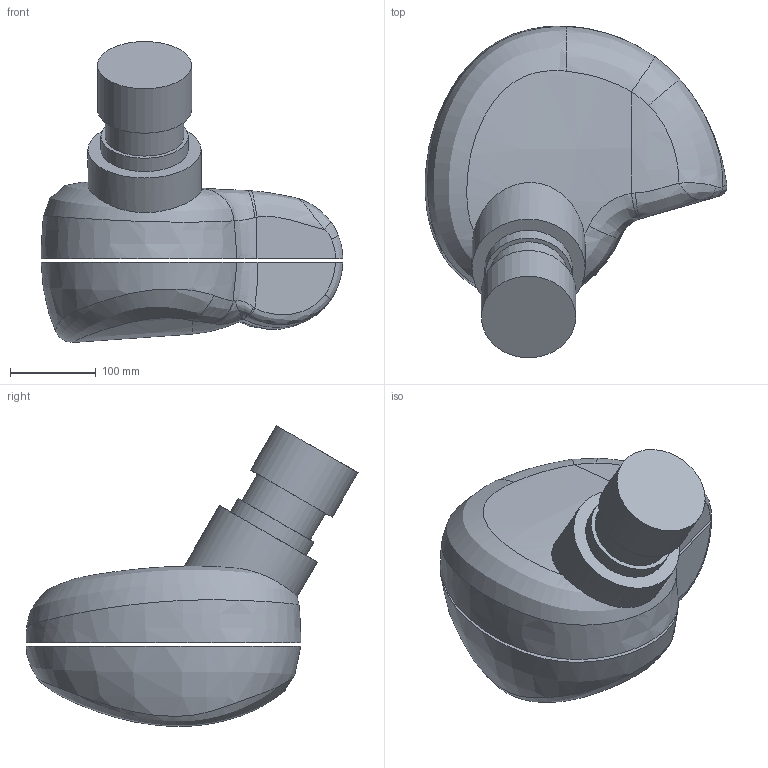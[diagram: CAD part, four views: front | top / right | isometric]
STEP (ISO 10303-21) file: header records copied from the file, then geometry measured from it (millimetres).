
FILE_DESCRIPTION((''),'2;1');
FILE_NAME('cad_de.stp','2014-10-05T16:36:06',('Stefan'),(''),'Autodesk Inventor 2013','Autodesk Inventor 2013','');
FILE_SCHEMA(('AUTOMOTIVE_DESIGN { 1 0 10303 214 1 1 1 1 }'));
Length unit declared in the file: millimetre
Products named in the file (1): cad_de
Bounding box: 352.15 x 387.36 x 351.1 mm (x, y, z)
Volume: 12888443 mm3; surface area: 496584.9 mm2
Topology: 2 solids, 2 shells, 52 faces, 120 edges, 75 vertices
Faces by surface type: bspline 40, plane 8, cylinder 4
Full cylindrical faces by diameter (mm): 92 x1, 102 x1, 110 x1, 132 x1
Entity records: 6444 total; most frequent: CARTESIAN_POINT 5567, ORIENTED_EDGE 232, EDGE_CURVE 116, B_SPLINE_CURVE_WITH_KNOTS 86, VERTEX_POINT 75, DIRECTION 67, EDGE_LOOP 59, FACE_OUTER_BOUND 52
